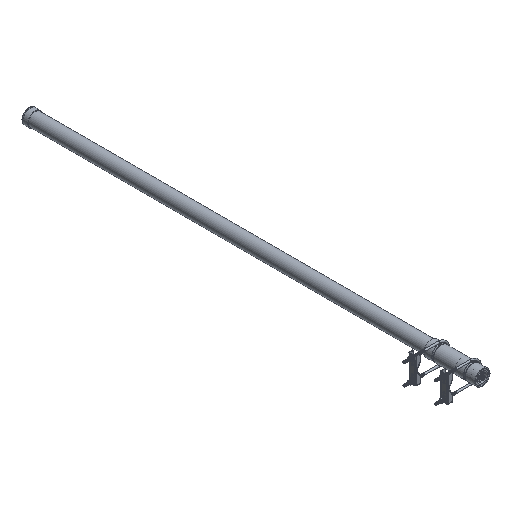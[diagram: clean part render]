
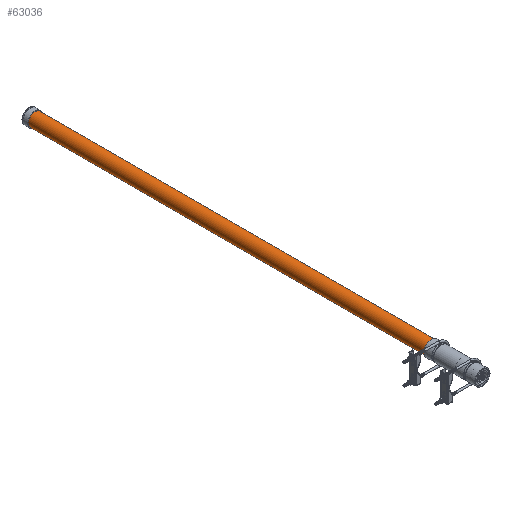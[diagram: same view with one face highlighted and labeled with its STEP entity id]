
A CAD part, isometric view. The second image highlights one B-rep face of the part: STEP entity #63036.
In plain terms, the highlighted cylindrical face has radius 25.9 mm (diameter 51.8 mm), a full revolution.
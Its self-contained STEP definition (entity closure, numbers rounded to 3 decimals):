
#598 = FACE_OUTER_BOUND ( 'NONE', #66534, .T. ) ;
#4277 = CARTESIAN_POINT ( 'NONE',  ( 0., 1700., 0. ) ) ;
#5257 = FACE_OUTER_BOUND ( 'NONE', #54653, .T. ) ;
#13302 = AXIS2_PLACEMENT_3D ( 'NONE', #4277, #23097, #62928 ) ;
#23097 = DIRECTION ( 'NONE',  ( 0., -1., 0. ) ) ;
#28492 = CARTESIAN_POINT ( 'NONE',  ( 0., 0., 0. ) ) ;
#31585 = DIRECTION ( 'NONE',  ( 0., 1., 0. ) ) ;
#36252 = CARTESIAN_POINT ( 'NONE',  ( 0., 0., 25.9 ) ) ;
#39916 = EDGE_CURVE ( 'NONE', #75691, #75691, #47717, .T. ) ;
#40103 = CIRCLE ( 'NONE', #13302, 25.9 ) ;
#42331 = DIRECTION ( 'NONE',  ( 0., 0., 1. ) ) ;
#43761 = CYLINDRICAL_SURFACE ( 'NONE', #58601, 25.9 ) ;
#47717 = CIRCLE ( 'NONE', #58424, 25.9 ) ;
#51541 = ORIENTED_EDGE ( 'NONE', *, *, #72051, .T. ) ;
#54106 = DIRECTION ( 'NONE',  ( 0., 1., 0. ) ) ;
#54653 = EDGE_LOOP ( 'NONE', ( #62628 ) ) ;
#56370 = CARTESIAN_POINT ( 'NONE',  ( 0., 0., 0. ) ) ;
#58424 = AXIS2_PLACEMENT_3D ( 'NONE', #28492, #54106, #42331 ) ;
#58601 = AXIS2_PLACEMENT_3D ( 'NONE', #56370, #31585, #82407 ) ;
#62628 = ORIENTED_EDGE ( 'NONE', *, *, #39916, .T. ) ;
#62928 = DIRECTION ( 'NONE',  ( 0., 0., 1. ) ) ;
#63036 = ADVANCED_FACE ( 'NONE', ( #598, #5257 ), #43761, .T. ) ;
#66534 = EDGE_LOOP ( 'NONE', ( #51541 ) ) ;
#71421 = CARTESIAN_POINT ( 'NONE',  ( 0., 1700., 25.9 ) ) ;
#72051 = EDGE_CURVE ( 'NONE', #82394, #82394, #40103, .T. ) ;
#75691 = VERTEX_POINT ( 'NONE', #36252 ) ;
#82394 = VERTEX_POINT ( 'NONE', #71421 ) ;
#82407 = DIRECTION ( 'NONE',  ( 0., 0., 1. ) ) ;
